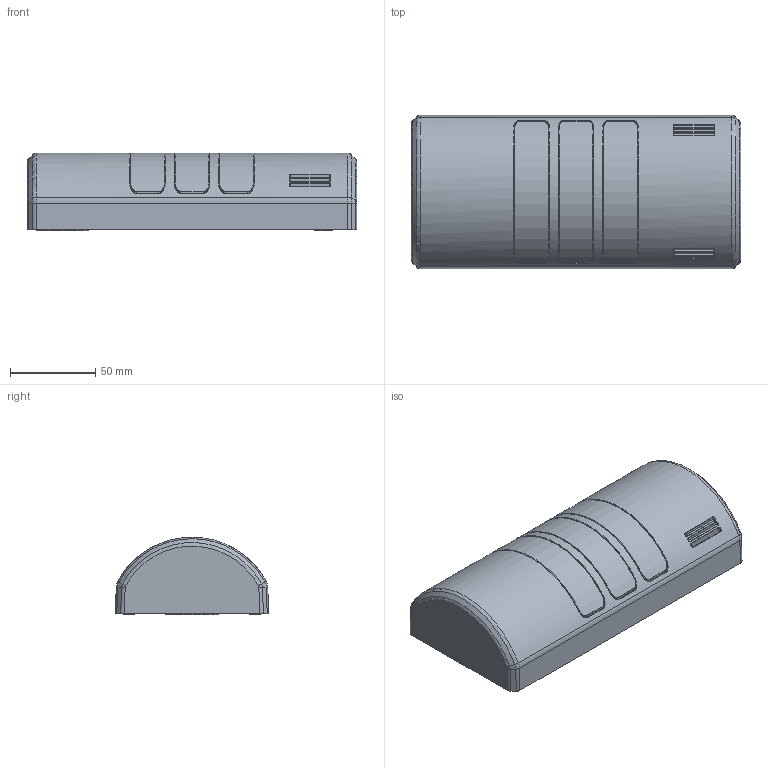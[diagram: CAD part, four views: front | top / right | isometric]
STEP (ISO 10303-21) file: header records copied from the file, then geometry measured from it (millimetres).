
FILE_DESCRIPTION(/* description */ (''),/* implementation_level */ '2;1');
FILE_NAME(/* name */ 'HD3.stp',/* time_stamp */ '2014-05-27T16:08:20+02:00',/* author */ (''),/* organization */ (''),/* preprocessor_version */ 'ST-DEVELOPER v11',/* originating_system */ 'SIEMENS PLM Software NX 7.5',/* authorisation */ '');
FILE_SCHEMA (('AUTOMOTIVE_DESIGN { 1 0 10303 214 1 1 1 1 }'));
Length unit declared in the file: millimetre
Products named in the file (1): m.ne804E7y54
Bounding box: 193.5 x 90 x 45.5 mm (x, y, z)
Volume: 596338 mm3; surface area: 68015.8 mm2
Topology: 1 solids, 4 shells, 676 faces, 1793 edges, 1166 vertices
Faces by surface type: plane 364, cylinder 188, bspline 66, torus 26, cone 20, extrusion 12
Full cylindrical faces by diameter (mm): 4.2 x4, 17.5 x1, 24 x1, 28.5 x1, 30.9 x1
Entity records: 36949 total; most frequent: CARTESIAN_POINT 22620, ORIENTED_EDGE 3566, EDGE_CURVE 1783, DIRECTION 1728, B_SPLINE_CURVE_WITH_KNOTS 1402, VERTEX_POINT 1168, EDGE_LOOP 729, AXIS2_PLACEMENT_3D 724
